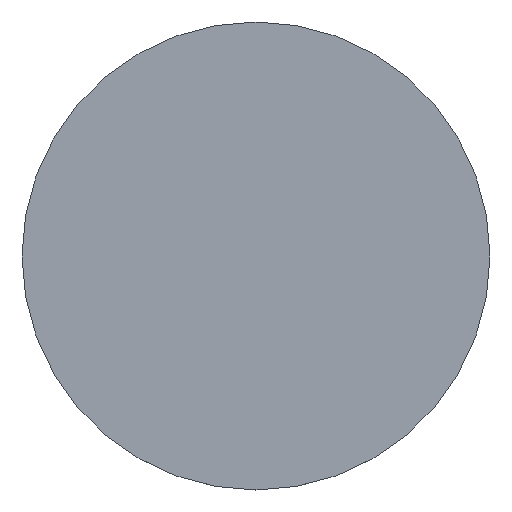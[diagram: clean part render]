
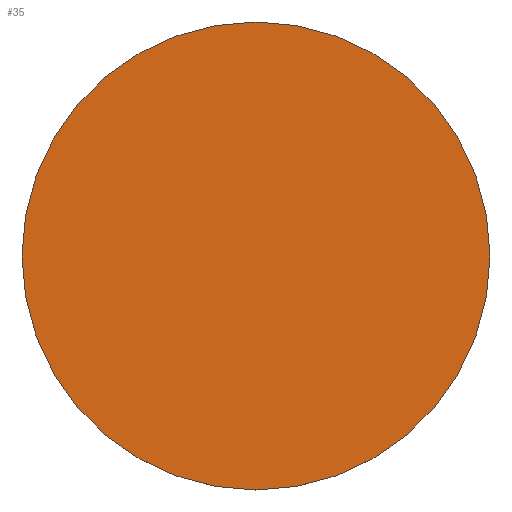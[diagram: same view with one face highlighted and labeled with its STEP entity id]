
A CAD part, top view. The second image highlights one B-rep face of the part: STEP entity #35.
In plain terms, the highlighted planar face has unit normal (0, 0, 1).
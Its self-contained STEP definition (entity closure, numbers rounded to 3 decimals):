
#27 = VERTEX_POINT ( 'NONE', #56 ) ;
#32 = CARTESIAN_POINT ( 'NONE',  ( 0., 0., 0.7 ) ) ;
#33 = CARTESIAN_POINT ( 'NONE',  ( -25., 0., 0.7 ) ) ;
#34 = EDGE_CURVE ( 'NONE', #27, #94, #132, .T. ) ;
#35 = ADVANCED_FACE ( 'NONE', ( #126 ), #165, .T. ) ;
#48 = AXIS2_PLACEMENT_3D ( 'NONE', #32, #120, #106 ) ;
#55 = CARTESIAN_POINT ( 'NONE',  ( 0., 0., 0.7 ) ) ;
#56 = CARTESIAN_POINT ( 'NONE',  ( 25., 0., 0.7 ) ) ;
#62 = ORIENTED_EDGE ( 'NONE', *, *, #34, .T. ) ;
#79 = AXIS2_PLACEMENT_3D ( 'NONE', #55, #81, #119 ) ;
#81 = DIRECTION ( 'NONE',  ( 0., 0., 1. ) ) ;
#91 = CARTESIAN_POINT ( 'NONE',  ( 0., 0., 0.7 ) ) ;
#94 = VERTEX_POINT ( 'NONE', #33 ) ;
#102 = EDGE_LOOP ( 'NONE', ( #128, #62 ) ) ;
#106 = DIRECTION ( 'NONE',  ( 1., 0., 0. ) ) ;
#119 = DIRECTION ( 'NONE',  ( 1., 0., 0. ) ) ;
#120 = DIRECTION ( 'NONE',  ( 0., 0., 1. ) ) ;
#126 = FACE_OUTER_BOUND ( 'NONE', #102, .T. ) ;
#128 = ORIENTED_EDGE ( 'NONE', *, *, #159, .T. ) ;
#132 = CIRCLE ( 'NONE', #154, 25. ) ;
#144 = CIRCLE ( 'NONE', #79, 25. ) ;
#146 = DIRECTION ( 'NONE',  ( 0., 0., 1. ) ) ;
#149 = DIRECTION ( 'NONE',  ( 1., 0., 0. ) ) ;
#154 = AXIS2_PLACEMENT_3D ( 'NONE', #91, #146, #149 ) ;
#159 = EDGE_CURVE ( 'NONE', #94, #27, #144, .T. ) ;
#165 = PLANE ( 'NONE',  #48 ) ;
